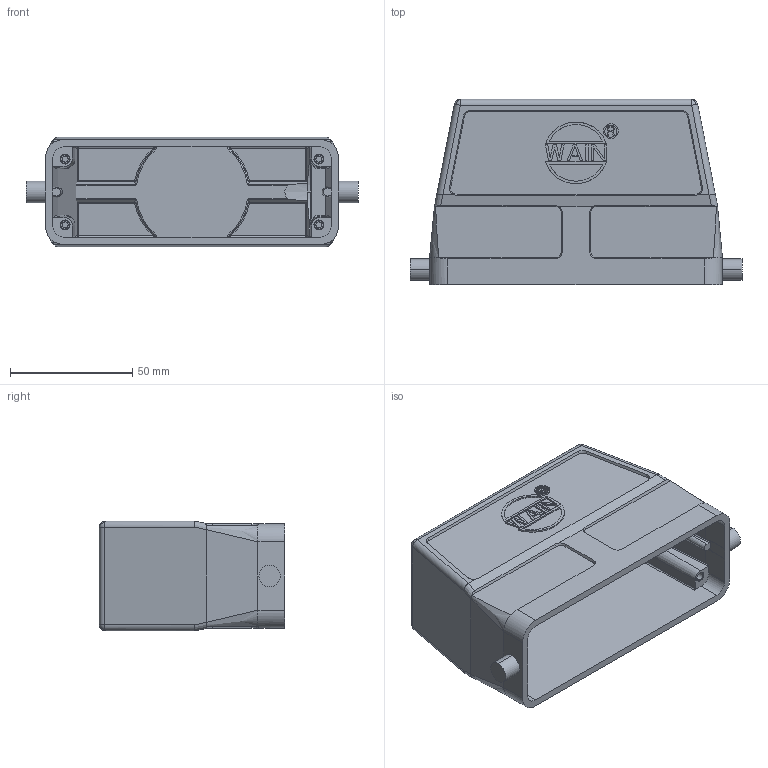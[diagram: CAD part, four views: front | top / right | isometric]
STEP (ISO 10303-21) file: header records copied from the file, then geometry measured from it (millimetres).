
FILE_DESCRIPTION((''),'2;1');
FILE_NAME('H24B-SEH-2B-M40','2019-02-26T',('sh.ye'),(''),'PRO/ENGINEER BY PARAMETRIC TECHNOLOGY CORPORATION, 2015240','PRO/ENGINEER BY PARAMETRIC TECHNOLOGY CORPORATION, 2015240','');
FILE_SCHEMA(('AUTOMOTIVE_DESIGN { 1 0 10303 214 1 1 1 1 }'));
Length unit declared in the file: millimetre
Products named in the file (1): H24B-SEH-2B-M40
Bounding box: 136 x 76 x 45 mm (x, y, z)
Volume: 86269 mm3; surface area: 53281.5 mm2
Topology: 1 solids, 1 shells, 477 faces, 1250 edges, 777 vertices
Faces by surface type: plane 263, cylinder 94, cone 38, sphere 33, bspline 31, torus 10, extrusion 8
Entity records: 16868 total; most frequent: CARTESIAN_POINT 5486, ORIENTED_EDGE 2434, DIRECTION 2219, EDGE_CURVE 1217, VECTOR 777, VERTEX_POINT 777, LINE 769, AXIS2_PLACEMENT_3D 721
